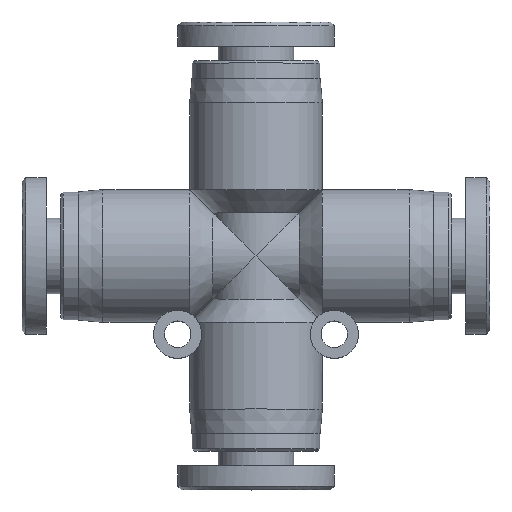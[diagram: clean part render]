
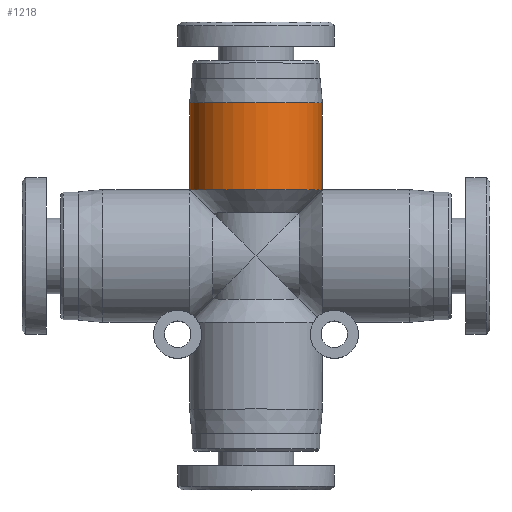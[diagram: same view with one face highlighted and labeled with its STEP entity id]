
A CAD part, top view. The second image highlights one B-rep face of the part: STEP entity #1218.
In plain terms, the highlighted cylindrical face has radius 5.5 mm (diameter 11 mm), a full revolution.
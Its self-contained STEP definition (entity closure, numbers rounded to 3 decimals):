
#333=CARTESIAN_POINT('',(-5.5,5.5,0.0));
#334=VERTEX_POINT('',#333);
#608=CARTESIAN_POINT('',(5.5,5.5,0.0));
#609=VERTEX_POINT('',#608);
#1139=CARTESIAN_POINT('',(0.0,5.5,0.0));
#1140=DIRECTION('',(0.0,-1.0,0.0));
#1141=DIRECTION('',(1.0,0.0,0.0));
#1142=AXIS2_PLACEMENT_3D('',#1139,#1140,#1141);
#1143=CIRCLE('',#1142,5.5);
#1144=EDGE_CURVE('',#609,#334,#1143,.T.);
#1185=CARTESIAN_POINT('',(5.5,12.7,0.0));
#1186=VERTEX_POINT('',#1185);
#1187=CARTESIAN_POINT('',(0.0,12.7,0.0));
#1188=DIRECTION('',(0.0,-1.0,0.0));
#1189=DIRECTION('',(1.0,0.0,0.0));
#1190=AXIS2_PLACEMENT_3D('',#1187,#1188,#1189);
#1191=CIRCLE('',#1190,5.5);
#1192=EDGE_CURVE('',#1186,#1186,#1191,.T.);
#1200=CARTESIAN_POINT('',(0.0,9.1,0.0));
#1201=DIRECTION('',(0.0,-1.0,0.0));
#1202=DIRECTION('',(1.0,0.0,0.0));
#1203=AXIS2_PLACEMENT_3D('',#1200,#1201,#1202);
#1204=CYLINDRICAL_SURFACE('',#1203,5.5);
#1205=ORIENTED_EDGE('',*,*,#1144,.F.);
#1206=CARTESIAN_POINT('',(0.0,5.5,0.0));
#1207=DIRECTION('',(0.0,-1.0,0.0));
#1208=DIRECTION('',(1.0,0.0,0.0));
#1209=AXIS2_PLACEMENT_3D('',#1206,#1207,#1208);
#1210=CIRCLE('',#1209,5.5);
#1211=EDGE_CURVE('',#334,#609,#1210,.T.);
#1212=ORIENTED_EDGE('',*,*,#1211,.F.);
#1213=EDGE_LOOP('',(#1205,#1212));
#1214=FACE_OUTER_BOUND('',#1213,.T.);
#1215=ORIENTED_EDGE('',*,*,#1192,.T.);
#1216=EDGE_LOOP('',(#1215));
#1217=FACE_BOUND('',#1216,.T.);
#1218=ADVANCED_FACE('',(#1214,#1217),#1204,.T.);
